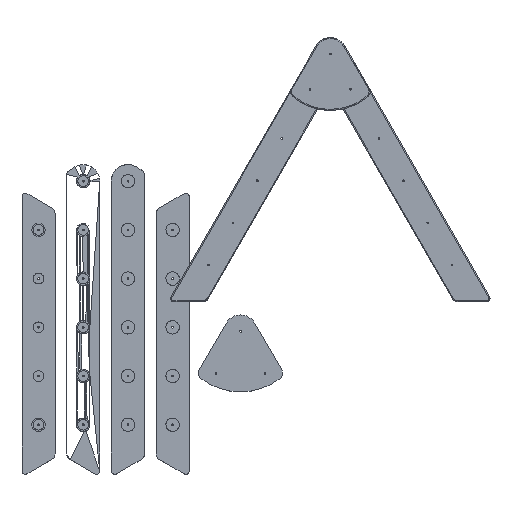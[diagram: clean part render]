
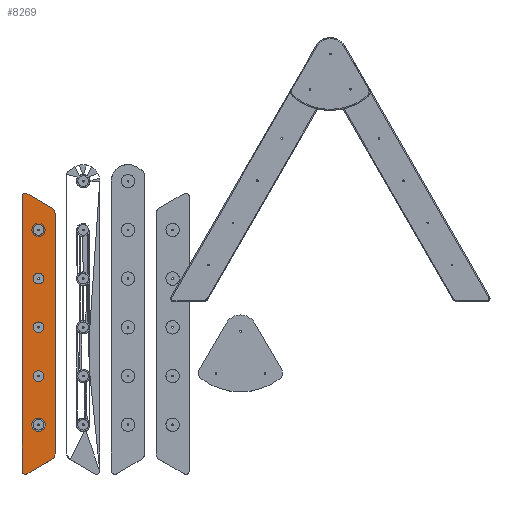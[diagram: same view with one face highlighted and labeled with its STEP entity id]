
A CAD part, top view. The second image highlights one B-rep face of the part: STEP entity #8269.
In plain terms, the highlighted planar face has unit normal (0, 0, 1).
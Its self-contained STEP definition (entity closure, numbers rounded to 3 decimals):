
#330=CIRCLE('',#8664,20.248);
#332=CIRCLE('',#8667,16.1);
#342=CIRCLE('',#8683,16.1);
#348=CIRCLE('',#8694,16.1);
#350=CIRCLE('',#8697,16.1);
#363=CIRCLE('',#8723,20.25);
#364=CIRCLE('',#8725,20.25);
#366=CIRCLE('',#8729,10.);
#368=CIRCLE('',#8733,10.);
#370=CIRCLE('',#8737,20.);
#372=CIRCLE('',#8741,20.);
#804=FACE_BOUND('',#1919,.T.);
#805=FACE_BOUND('',#1920,.T.);
#806=FACE_BOUND('',#1921,.T.);
#807=FACE_BOUND('',#1922,.T.);
#808=FACE_BOUND('',#1923,.T.);
#809=FACE_BOUND('',#1924,.T.);
#1292=FACE_OUTER_BOUND('',#1918,.T.);
#1918=EDGE_LOOP('',(#7603,#7604,#7605,#7606,#7607,#7608,#7609,#7610));
#1919=EDGE_LOOP('',(#7611));
#1920=EDGE_LOOP('',(#7612));
#1921=EDGE_LOOP('',(#7613));
#1922=EDGE_LOOP('',(#7614));
#1923=EDGE_LOOP('',(#7615,#7616));
#1924=EDGE_LOOP('',(#7617));
#2906=LINE('',#25061,#3237);
#2910=LINE('',#25073,#3241);
#2914=LINE('',#25085,#3245);
#2918=LINE('',#25097,#3249);
#3237=VECTOR('',#9882,10.);
#3241=VECTOR('',#9894,10.);
#3245=VECTOR('',#9906,10.);
#3249=VECTOR('',#9918,10.);
#3973=VERTEX_POINT('',#24705);
#3974=VERTEX_POINT('',#24706);
#3977=VERTEX_POINT('',#24714);
#3993=VERTEX_POINT('',#24771);
#4003=VERTEX_POINT('',#24845);
#4005=VERTEX_POINT('',#24851);
#4027=VERTEX_POINT('',#25049);
#4030=VERTEX_POINT('',#25058);
#4031=VERTEX_POINT('',#25060);
#4033=VERTEX_POINT('',#25066);
#4035=VERTEX_POINT('',#25072);
#4037=VERTEX_POINT('',#25078);
#4039=VERTEX_POINT('',#25084);
#4041=VERTEX_POINT('',#25090);
#4043=VERTEX_POINT('',#25096);
#5141=EDGE_CURVE('',#3973,#3974,#330,.T.);
#5145=EDGE_CURVE('',#3977,#3977,#332,.T.);
#5162=EDGE_CURVE('',#3993,#3993,#342,.T.);
#5177=EDGE_CURVE('',#4003,#4003,#348,.T.);
#5180=EDGE_CURVE('',#4005,#4005,#350,.T.);
#5221=EDGE_CURVE('',#4027,#4027,#363,.T.);
#5223=EDGE_CURVE('',#3973,#3974,#364,.T.);
#5226=EDGE_CURVE('',#4031,#4030,#2906,.T.);
#5229=EDGE_CURVE('',#4033,#4031,#366,.T.);
#5232=EDGE_CURVE('',#4035,#4033,#2910,.T.);
#5235=EDGE_CURVE('',#4037,#4035,#368,.T.);
#5238=EDGE_CURVE('',#4039,#4037,#2914,.T.);
#5241=EDGE_CURVE('',#4041,#4039,#370,.T.);
#5244=EDGE_CURVE('',#4043,#4041,#2918,.T.);
#5247=EDGE_CURVE('',#4030,#4043,#372,.T.);
#7603=ORIENTED_EDGE('',*,*,#5247,.T.);
#7604=ORIENTED_EDGE('',*,*,#5244,.T.);
#7605=ORIENTED_EDGE('',*,*,#5241,.T.);
#7606=ORIENTED_EDGE('',*,*,#5238,.T.);
#7607=ORIENTED_EDGE('',*,*,#5235,.T.);
#7608=ORIENTED_EDGE('',*,*,#5232,.T.);
#7609=ORIENTED_EDGE('',*,*,#5229,.T.);
#7610=ORIENTED_EDGE('',*,*,#5226,.T.);
#7611=ORIENTED_EDGE('',*,*,#5145,.F.);
#7612=ORIENTED_EDGE('',*,*,#5162,.F.);
#7613=ORIENTED_EDGE('',*,*,#5177,.F.);
#7614=ORIENTED_EDGE('',*,*,#5180,.F.);
#7615=ORIENTED_EDGE('',*,*,#5223,.T.);
#7616=ORIENTED_EDGE('',*,*,#5141,.F.);
#7617=ORIENTED_EDGE('',*,*,#5221,.T.);
#7796=PLANE('',#8742);
#8269=ADVANCED_FACE('',(#1292,#804,#805,#806,#807,#808,#809),#7796,.T.);
#8664=AXIS2_PLACEMENT_3D('',#24707,#9734,#9735);
#8667=AXIS2_PLACEMENT_3D('',#24715,#9742,#9743);
#8683=AXIS2_PLACEMENT_3D('',#24772,#9775,#9776);
#8694=AXIS2_PLACEMENT_3D('',#24846,#9798,#9799);
#8697=AXIS2_PLACEMENT_3D('',#24852,#9805,#9806);
#8723=AXIS2_PLACEMENT_3D('',#25050,#9871,#9872);
#8725=AXIS2_PLACEMENT_3D('',#25053,#9876,#9877);
#8729=AXIS2_PLACEMENT_3D('',#25067,#9888,#9889);
#8733=AXIS2_PLACEMENT_3D('',#25079,#9900,#9901);
#8737=AXIS2_PLACEMENT_3D('',#25091,#9912,#9913);
#8741=AXIS2_PLACEMENT_3D('',#25101,#9924,#9925);
#8742=AXIS2_PLACEMENT_3D('',#25102,#9926,#9927);
#9734=DIRECTION('center_axis',(0.,0.,-1.));
#9735=DIRECTION('ref_axis',(-1.,0.,0.));
#9742=DIRECTION('center_axis',(0.,0.,1.));
#9743=DIRECTION('ref_axis',(-1.,0.,0.));
#9775=DIRECTION('center_axis',(0.,0.,1.));
#9776=DIRECTION('ref_axis',(-1.,0.,0.));
#9798=DIRECTION('center_axis',(0.,0.,1.));
#9799=DIRECTION('ref_axis',(-1.,0.,0.));
#9805=DIRECTION('center_axis',(0.,0.,1.));
#9806=DIRECTION('ref_axis',(-1.,0.,0.));
#9871=DIRECTION('center_axis',(0.,0.,-1.));
#9872=DIRECTION('ref_axis',(1.,0.,0.));
#9876=DIRECTION('center_axis',(0.,0.,-1.));
#9877=DIRECTION('ref_axis',(1.,0.,0.));
#9882=DIRECTION('',(0.866,0.5,0.));
#9888=DIRECTION('center_axis',(0.,0.,1.));
#9889=DIRECTION('ref_axis',(-1.,0.,0.));
#9894=DIRECTION('',(0.,-1.,0.));
#9900=DIRECTION('center_axis',(0.,0.,1.));
#9901=DIRECTION('ref_axis',(0.5,0.866,0.));
#9906=DIRECTION('',(-0.866,0.5,0.));
#9912=DIRECTION('center_axis',(0.,0.,1.));
#9913=DIRECTION('ref_axis',(1.,0.,0.));
#9918=DIRECTION('',(0.,1.,0.));
#9924=DIRECTION('center_axis',(0.,0.,1.));
#9925=DIRECTION('ref_axis',(0.5,-0.866,0.));
#9926=DIRECTION('center_axis',(0.,0.,1.));
#9927=DIRECTION('ref_axis',(1.,0.,0.));
#24705=CARTESIAN_POINT('',(-360.985,289.63,19.05));
#24706=CARTESIAN_POINT('',(-375.164,290.681,19.05));
#24707=CARTESIAN_POINT('Origin',(-369.475,271.248,19.05));
#24714=CARTESIAN_POINT('',(-353.375,271.248,19.05));
#24715=CARTESIAN_POINT('Origin',(-369.475,271.248,19.05));
#24771=CARTESIAN_POINT('',(-353.375,-171.183,19.05));
#24772=CARTESIAN_POINT('Origin',(-369.475,-171.183,19.05));
#24845=CARTESIAN_POINT('',(-353.375,123.772,19.05));
#24846=CARTESIAN_POINT('Origin',(-369.475,123.772,19.05));
#24851=CARTESIAN_POINT('',(-353.374,-23.707,19.05));
#24852=CARTESIAN_POINT('Origin',(-369.474,-23.707,19.05));
#25049=CARTESIAN_POINT('',(-389.724,-318.661,19.05));
#25050=CARTESIAN_POINT('Origin',(-369.474,-318.661,19.05));
#25053=CARTESIAN_POINT('Origin',(-369.476,271.246,19.05));
#25058=CARTESIAN_POINT('',(-329.475,-424.233,19.05));
#25060=CARTESIAN_POINT('',(-404.475,-467.534,19.05));
#25061=CARTESIAN_POINT('',(-404.475,-467.534,19.05));
#25066=CARTESIAN_POINT('',(-419.475,-458.874,19.05));
#25067=CARTESIAN_POINT('Origin',(-409.475,-458.874,19.05));
#25072=CARTESIAN_POINT('',(-419.475,372.537,19.05));
#25073=CARTESIAN_POINT('',(-419.475,372.537,19.05));
#25078=CARTESIAN_POINT('',(-404.475,381.197,19.05));
#25079=CARTESIAN_POINT('Origin',(-409.475,372.537,19.05));
#25084=CARTESIAN_POINT('',(-329.475,337.896,19.05));
#25085=CARTESIAN_POINT('',(-329.475,337.896,19.05));
#25090=CARTESIAN_POINT('',(-319.475,320.575,19.05));
#25091=CARTESIAN_POINT('Origin',(-339.475,320.575,19.05));
#25096=CARTESIAN_POINT('',(-319.475,-406.912,19.05));
#25097=CARTESIAN_POINT('',(-319.475,-406.912,19.05));
#25101=CARTESIAN_POINT('Origin',(-339.475,-406.912,19.05));
#25102=CARTESIAN_POINT('Origin',(-24.869,-14.949,19.05));
